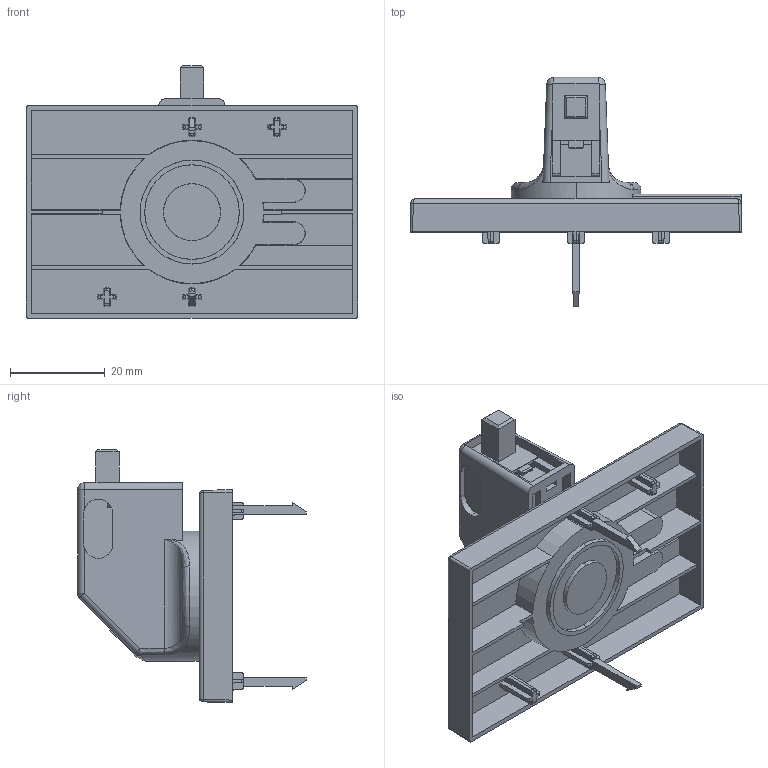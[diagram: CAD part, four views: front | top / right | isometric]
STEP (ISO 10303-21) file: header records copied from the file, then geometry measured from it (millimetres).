
FILE_DESCRIPTION (( 'STEP AP214' ), '1' );
FILE_NAME ('H12R.step', '2020-05-11T19:35:11', ( '' ), ( '' ), 'SwSTEP 2.0', 'SolidWorks 2019', '' );
FILE_SCHEMA (( 'AUTOMOTIVE_DESIGN' ));
Length unit declared in the file: inch
Products named in the file (2): H12R
Bounding box: 70.1 x 48.43 x 53.5 mm (x, y, z)
Volume: 17963.5 mm3; surface area: 18619.8 mm2
Topology: 2 solids, 2 shells, 386 faces, 1071 edges, 674 vertices
Faces by surface type: plane 212, cylinder 67, bspline 62, cone 45
Entity records: 14189 total; most frequent: CARTESIAN_POINT 4906, ORIENTED_EDGE 2110, DIRECTION 1692, EDGE_CURVE 1055, VERTEX_POINT 674, VECTOR 652, LINE 652, AXIS2_PLACEMENT_3D 520
